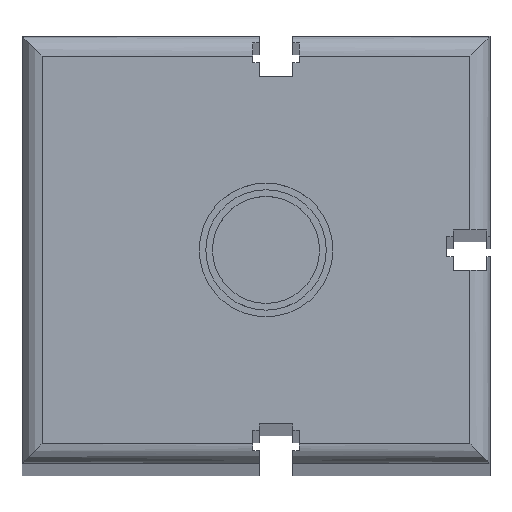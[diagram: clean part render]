
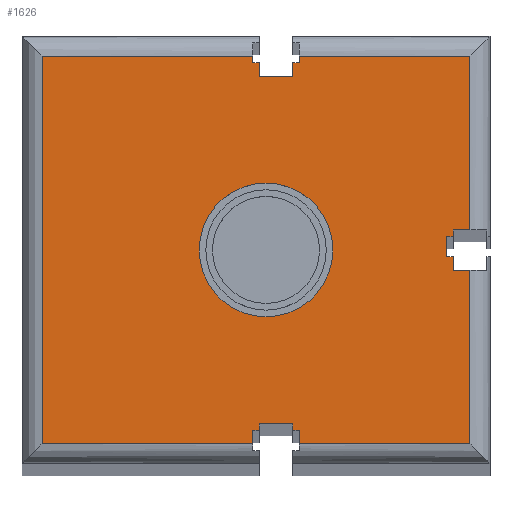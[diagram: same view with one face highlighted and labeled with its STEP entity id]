
A CAD part, top view. The second image highlights one B-rep face of the part: STEP entity #1626.
In plain terms, the highlighted planar face has unit normal (0, 0, 1).
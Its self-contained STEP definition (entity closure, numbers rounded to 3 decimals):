
#56=DIRECTION('',(0.,-1.,0.));
#57=VECTOR('',#56,1.);
#58=CARTESIAN_POINT('',(-2.5,-26.,0.));
#59=LINE('',#58,#57);
#64=DIRECTION('',(-1.,0.,0.));
#65=VECTOR('',#64,1.);
#66=CARTESIAN_POINT('',(-2.5,-27.,0.));
#67=LINE('',#66,#65);
#71=DIRECTION('',(0.,-1.,0.));
#72=VECTOR('',#71,2.);
#73=CARTESIAN_POINT('',(-3.5,-27.,0.));
#74=LINE('',#73,#72);
#78=DIRECTION('',(1.,0.,0.));
#79=VECTOR('',#78,31.5);
#80=CARTESIAN_POINT('',(-35.,-29.,0.));
#81=LINE('',#80,#79);
#85=DIRECTION('',(0.,-1.,0.));
#86=VECTOR('',#85,58.);
#87=CARTESIAN_POINT('',(-35.,29.,0.));
#88=LINE('',#87,#86);
#92=DIRECTION('',(-1.,0.,0.));
#93=VECTOR('',#92,31.5);
#94=CARTESIAN_POINT('',(-3.5,29.,0.));
#95=LINE('',#94,#93);
#99=DIRECTION('',(0.,-1.,0.));
#100=VECTOR('',#99,1.);
#101=CARTESIAN_POINT('',(-3.5,29.,0.));
#102=LINE('',#101,#100);
#106=DIRECTION('',(1.,0.,0.));
#107=VECTOR('',#106,1.);
#108=CARTESIAN_POINT('',(-3.5,28.,0.));
#109=LINE('',#108,#107);
#113=DIRECTION('',(1.,0.,0.));
#114=VECTOR('',#113,1.);
#115=CARTESIAN_POINT('',(2.5,28.,0.));
#116=LINE('',#115,#114);
#120=DIRECTION('',(0.,1.,0.));
#121=VECTOR('',#120,1.);
#122=CARTESIAN_POINT('',(3.5,28.,0.));
#123=LINE('',#122,#121);
#127=DIRECTION('',(-1.,0.,0.));
#128=VECTOR('',#127,25.5);
#129=CARTESIAN_POINT('',(29.,29.,0.));
#130=LINE('',#129,#128);
#134=DIRECTION('',(0.,1.,0.));
#135=VECTOR('',#134,26.);
#136=CARTESIAN_POINT('',(29.,3.,0.));
#137=LINE('',#136,#135);
#141=DIRECTION('',(-1.,0.,0.));
#142=VECTOR('',#141,2.5);
#143=CARTESIAN_POINT('',(29.,3.,0.));
#144=LINE('',#143,#142);
#148=DIRECTION('',(0.,-1.,0.));
#149=VECTOR('',#148,1.);
#150=CARTESIAN_POINT('',(26.5,3.,0.));
#151=LINE('',#150,#149);
#155=DIRECTION('',(-1.,0.,0.));
#156=VECTOR('',#155,1.);
#157=CARTESIAN_POINT('',(26.5,2.,0.));
#158=LINE('',#157,#156);
#162=DIRECTION('',(0.,-1.,0.));
#163=VECTOR('',#162,3.);
#164=CARTESIAN_POINT('',(25.5,2.,0.));
#165=LINE('',#164,#163);
#169=DIRECTION('',(1.,0.,0.));
#170=VECTOR('',#169,1.);
#171=CARTESIAN_POINT('',(25.5,-1.,0.));
#172=LINE('',#171,#170);
#176=DIRECTION('',(0.,1.,0.));
#177=VECTOR('',#176,26.);
#178=CARTESIAN_POINT('',(29.,-29.,0.));
#179=LINE('',#178,#177);
#183=DIRECTION('',(1.,0.,0.));
#184=VECTOR('',#183,25.5);
#185=CARTESIAN_POINT('',(3.5,-29.,0.));
#186=LINE('',#185,#184);
#190=DIRECTION('',(0.,1.,0.));
#191=VECTOR('',#190,2.);
#192=CARTESIAN_POINT('',(3.5,-29.,0.));
#193=LINE('',#192,#191);
#197=DIRECTION('',(-1.,0.,0.));
#198=VECTOR('',#197,1.);
#199=CARTESIAN_POINT('',(3.5,-27.,0.));
#200=LINE('',#199,#198);
#204=DIRECTION('',(0.,1.,0.));
#205=VECTOR('',#204,1.);
#206=CARTESIAN_POINT('',(2.5,-27.,0.));
#207=LINE('',#206,#205);
#211=DIRECTION('',(-1.,0.,0.));
#212=VECTOR('',#211,5.);
#213=CARTESIAN_POINT('',(2.5,-26.,0.));
#214=LINE('',#213,#212);
#218=CARTESIAN_POINT('',(-1.5,0.,0.));
#219=DIRECTION('',(0.,0.,1.));
#220=DIRECTION('',(1.,0.,0.));
#221=AXIS2_PLACEMENT_3D('',#218,#219,#220);
#226=CARTESIAN_POINT('',(-1.5,0.,0.));
#227=DIRECTION('',(0.,0.,1.));
#228=DIRECTION('',(-1.,0.,0.));
#229=AXIS2_PLACEMENT_3D('',#226,#227,#228);
#306=CARTESIAN_POINT('',(29.,-29.,0.));
#766=DIRECTION('',(0.,1.,0.));
#767=VECTOR('',#766,2.);
#768=CARTESIAN_POINT('',(-2.5,26.,0.));
#769=LINE('',#768,#767);
#787=DIRECTION('',(-1.,0.,0.));
#788=VECTOR('',#787,5.);
#789=CARTESIAN_POINT('',(2.5,26.,0.));
#790=LINE('',#789,#788);
#801=DIRECTION('',(0.,-1.,0.));
#802=VECTOR('',#801,2.);
#803=CARTESIAN_POINT('',(2.5,28.,0.));
#804=LINE('',#803,#802);
#909=DIRECTION('',(-1.,0.,0.));
#910=VECTOR('',#909,2.5);
#911=CARTESIAN_POINT('',(29.,-3.,0.));
#912=LINE('',#911,#910);
#1147=CARTESIAN_POINT('',(29.,29.,0.));
#1201=DIRECTION('',(0.,1.,0.));
#1202=VECTOR('',#1201,2.);
#1203=CARTESIAN_POINT('',(26.5,-3.,0.));
#1204=LINE('',#1203,#1202);
#1337=CARTESIAN_POINT('',(-3.5,29.,0.));
#1338=CARTESIAN_POINT('',(-3.5,28.,0.));
#1339=VERTEX_POINT('',#1337);
#1340=VERTEX_POINT('',#1338);
#1341=CARTESIAN_POINT('',(-2.5,28.,0.));
#1342=VERTEX_POINT('',#1341);
#1343=CARTESIAN_POINT('',(2.5,28.,0.));
#1344=CARTESIAN_POINT('',(3.5,28.,0.));
#1345=VERTEX_POINT('',#1343);
#1346=VERTEX_POINT('',#1344);
#1347=CARTESIAN_POINT('',(3.5,29.,0.));
#1348=VERTEX_POINT('',#1347);
#1385=CARTESIAN_POINT('',(-2.5,26.,0.));
#1387=VERTEX_POINT('',#1385);
#1389=CARTESIAN_POINT('',(2.5,26.,0.));
#1391=VERTEX_POINT('',#1389);
#1393=CARTESIAN_POINT('',(26.5,3.,0.));
#1394=CARTESIAN_POINT('',(26.5,2.,0.));
#1395=VERTEX_POINT('',#1393);
#1396=VERTEX_POINT('',#1394);
#1397=CARTESIAN_POINT('',(25.5,2.,0.));
#1398=VERTEX_POINT('',#1397);
#1399=CARTESIAN_POINT('',(25.5,-1.,0.));
#1400=VERTEX_POINT('',#1399);
#1401=CARTESIAN_POINT('',(26.5,-1.,0.));
#1402=VERTEX_POINT('',#1401);
#1403=CARTESIAN_POINT('',(29.,3.,0.));
#1404=VERTEX_POINT('',#1403);
#1425=CARTESIAN_POINT('',(26.5,-3.,0.));
#1427=VERTEX_POINT('',#1425);
#1447=CARTESIAN_POINT('',(29.,-3.,0.));
#1448=VERTEX_POINT('',#1447);
#1449=CARTESIAN_POINT('',(-2.5,-26.,0.));
#1450=CARTESIAN_POINT('',(-2.5,-27.,0.));
#1451=VERTEX_POINT('',#1449);
#1452=VERTEX_POINT('',#1450);
#1453=CARTESIAN_POINT('',(-3.5,-27.,0.));
#1454=VERTEX_POINT('',#1453);
#1455=CARTESIAN_POINT('',(-3.5,-29.,0.));
#1456=VERTEX_POINT('',#1455);
#1457=CARTESIAN_POINT('',(3.5,-29.,0.));
#1458=CARTESIAN_POINT('',(3.5,-27.,0.));
#1459=VERTEX_POINT('',#1457);
#1460=VERTEX_POINT('',#1458);
#1461=CARTESIAN_POINT('',(2.5,-27.,0.));
#1462=VERTEX_POINT('',#1461);
#1463=CARTESIAN_POINT('',(2.5,-26.,0.));
#1464=VERTEX_POINT('',#1463);
#1505=CARTESIAN_POINT('',(7.5,0.,0.));
#1506=CARTESIAN_POINT('',(-10.5,0.,0.));
#1507=VERTEX_POINT('',#1505);
#1508=VERTEX_POINT('',#1506);
#1533=CARTESIAN_POINT('',(-35.,29.,0.));
#1534=CARTESIAN_POINT('',(-35.,-29.,0.));
#1535=VERTEX_POINT('',#1533);
#1536=VERTEX_POINT('',#1534);
#1553=VERTEX_POINT('',#1147);
#1554=VERTEX_POINT('',#306);
#1557=CARTESIAN_POINT('',(0.,0.,0.));
#1558=DIRECTION('',(0.,0.,1.));
#1559=DIRECTION('',(1.,0.,0.));
#1560=AXIS2_PLACEMENT_3D('',#1557,#1558,#1559);
#1561=PLANE('',#1560);
#1563=ORIENTED_EDGE('',*,*,#1562,.T.);
#1565=ORIENTED_EDGE('',*,*,#1564,.T.);
#1567=ORIENTED_EDGE('',*,*,#1566,.T.);
#1569=ORIENTED_EDGE('',*,*,#1568,.F.);
#1571=ORIENTED_EDGE('',*,*,#1570,.F.);
#1573=ORIENTED_EDGE('',*,*,#1572,.F.);
#1575=ORIENTED_EDGE('',*,*,#1574,.T.);
#1577=ORIENTED_EDGE('',*,*,#1576,.T.);
#1579=ORIENTED_EDGE('',*,*,#1578,.F.);
#1581=ORIENTED_EDGE('',*,*,#1580,.F.);
#1583=ORIENTED_EDGE('',*,*,#1582,.F.);
#1585=ORIENTED_EDGE('',*,*,#1584,.T.);
#1587=ORIENTED_EDGE('',*,*,#1586,.T.);
#1589=ORIENTED_EDGE('',*,*,#1588,.F.);
#1591=ORIENTED_EDGE('',*,*,#1590,.F.);
#1593=ORIENTED_EDGE('',*,*,#1592,.T.);
#1595=ORIENTED_EDGE('',*,*,#1594,.T.);
#1597=ORIENTED_EDGE('',*,*,#1596,.T.);
#1599=ORIENTED_EDGE('',*,*,#1598,.T.);
#1601=ORIENTED_EDGE('',*,*,#1600,.T.);
#1603=ORIENTED_EDGE('',*,*,#1602,.F.);
#1605=ORIENTED_EDGE('',*,*,#1604,.F.);
#1607=ORIENTED_EDGE('',*,*,#1606,.F.);
#1609=ORIENTED_EDGE('',*,*,#1608,.F.);
#1611=ORIENTED_EDGE('',*,*,#1610,.T.);
#1613=ORIENTED_EDGE('',*,*,#1612,.T.);
#1615=ORIENTED_EDGE('',*,*,#1614,.T.);
#1617=ORIENTED_EDGE('',*,*,#1616,.T.);
#1618=EDGE_LOOP('',(#1563,#1565,#1567,#1569,#1571,#1573,#1575,#1577,#1579,#1581,
#1583,#1585,#1587,#1589,#1591,#1593,#1595,#1597,#1599,#1601,#1603,#1605,#1607,
#1609,#1611,#1613,#1615,#1617));
#1619=FACE_OUTER_BOUND('',#1618,.F.);
#1621=ORIENTED_EDGE('',*,*,#1620,.T.);
#1623=ORIENTED_EDGE('',*,*,#1622,.T.);
#1624=EDGE_LOOP('',(#1621,#1623));
#1625=FACE_BOUND('',#1624,.F.);
#1626=ADVANCED_FACE('',(#1619,#1625),#1561,.T.);
#222=CIRCLE('',#221,9.);
#230=CIRCLE('',#229,9.);
#1562=EDGE_CURVE('',#1451,#1452,#59,.T.);
#1564=EDGE_CURVE('',#1452,#1454,#67,.T.);
#1566=EDGE_CURVE('',#1454,#1456,#74,.T.);
#1568=EDGE_CURVE('',#1536,#1456,#81,.T.);
#1570=EDGE_CURVE('',#1535,#1536,#88,.T.);
#1572=EDGE_CURVE('',#1339,#1535,#95,.T.);
#1574=EDGE_CURVE('',#1339,#1340,#102,.T.);
#1576=EDGE_CURVE('',#1340,#1342,#109,.T.);
#1578=EDGE_CURVE('',#1387,#1342,#769,.T.);
#1580=EDGE_CURVE('',#1391,#1387,#790,.T.);
#1582=EDGE_CURVE('',#1345,#1391,#804,.T.);
#1584=EDGE_CURVE('',#1345,#1346,#116,.T.);
#1586=EDGE_CURVE('',#1346,#1348,#123,.T.);
#1588=EDGE_CURVE('',#1553,#1348,#130,.T.);
#1590=EDGE_CURVE('',#1404,#1553,#137,.T.);
#1592=EDGE_CURVE('',#1404,#1395,#144,.T.);
#1594=EDGE_CURVE('',#1395,#1396,#151,.T.);
#1596=EDGE_CURVE('',#1396,#1398,#158,.T.);
#1598=EDGE_CURVE('',#1398,#1400,#165,.T.);
#1600=EDGE_CURVE('',#1400,#1402,#172,.T.);
#1602=EDGE_CURVE('',#1427,#1402,#1204,.T.);
#1604=EDGE_CURVE('',#1448,#1427,#912,.T.);
#1606=EDGE_CURVE('',#1554,#1448,#179,.T.);
#1608=EDGE_CURVE('',#1459,#1554,#186,.T.);
#1610=EDGE_CURVE('',#1459,#1460,#193,.T.);
#1612=EDGE_CURVE('',#1460,#1462,#200,.T.);
#1614=EDGE_CURVE('',#1462,#1464,#207,.T.);
#1616=EDGE_CURVE('',#1464,#1451,#214,.T.);
#1620=EDGE_CURVE('',#1507,#1508,#222,.T.);
#1622=EDGE_CURVE('',#1508,#1507,#230,.T.);
